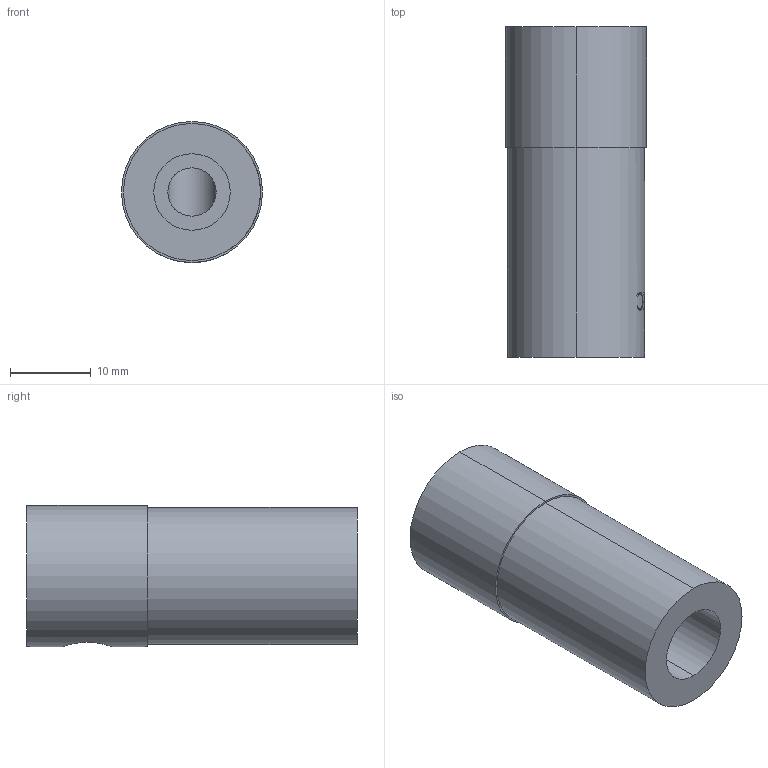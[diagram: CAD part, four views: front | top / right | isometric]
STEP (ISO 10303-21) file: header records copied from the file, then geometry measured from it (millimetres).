
FILE_DESCRIPTION (( 'STEP AP203' ), '1' );
FILE_NAME ('9c56.STEP', '2022-09-12T23:51:46', ( '' ), ( '' ), 'SwSTEP 2.0', 'SolidWorks 2019', '' );
FILE_SCHEMA (( 'CONFIG_CONTROL_DESIGN' ));
Length unit declared in the file: millimetre
Products named in the file (1): 9c56
Bounding box: 17.5 x 41 x 17.5 mm (x, y, z)
Volume: 7890.7 mm3; surface area: 3556 mm2
Topology: 1 solids, 1 shells, 97 faces, 255 edges, 170 vertices
Faces by surface type: bspline 42, plane 36, cylinder 19
Entity records: 6681 total; most frequent: CARTESIAN_POINT 4558, ORIENTED_EDGE 510, DIRECTION 277, EDGE_CURVE 255, VERTEX_POINT 170, B_SPLINE_CURVE_WITH_KNOTS 140, AXIS2_PLACEMENT_3D 110, EDGE_LOOP 109
